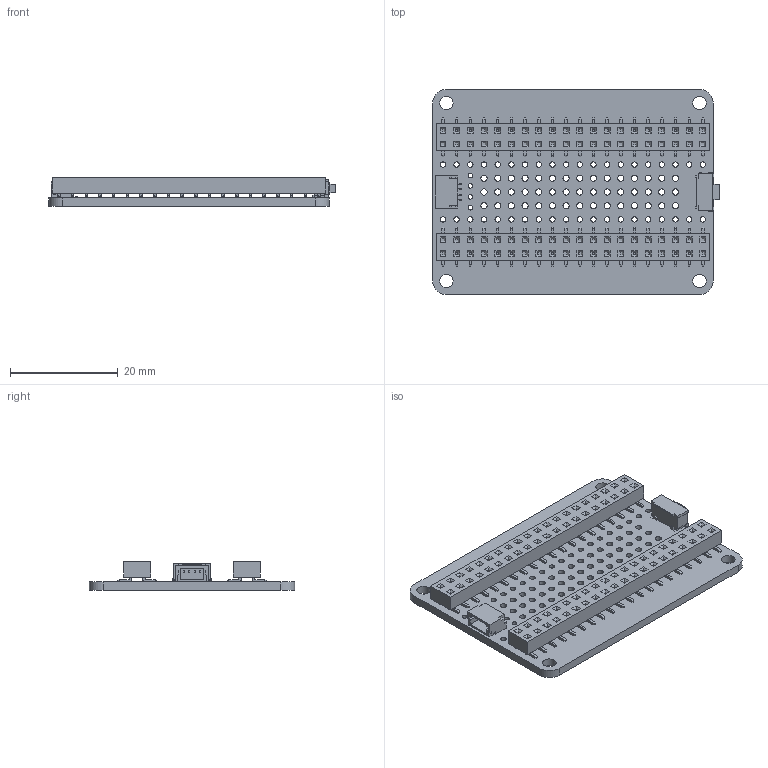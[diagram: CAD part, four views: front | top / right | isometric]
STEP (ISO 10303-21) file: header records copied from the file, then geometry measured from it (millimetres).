
FILE_DESCRIPTION(/* description */ (''),/* implementation_level */ '2;1');
FILE_NAME(/* name */ 'PCB Component.step',/* time_stamp */ '2024-03-20T13:45:29-04:00',/* author */ (''),/* organization */ (''),/* preprocessor_version */ 'ST-DEVELOPER v20',/* originating_system */ 'Autodesk Translation Framework v12.20.1.177',/* authorisation */ '');
FILE_SCHEMA (('AUTOMOTIVE_DESIGN { 1 0 10303 214 3 1 1 }'));
Length unit declared in the file: millimetre
Products named in the file (6): PCB Component; Board; STEMMA_I2C_QT; RA Tact; 2X20 SMT Female Header v1; 2X20 SMT Female Header v1(Mirror)
Assembly tree (5 placements, depth 2):
  PCB Component
    Board
    STEMMA_I2C_QT
    RA Tact
    2X20 SMT Female Header v1
    2X20 SMT Female Header v1(Mirror)
Bounding box: 53.21 x 38.1 x 5.34 mm (x, y, z)
Volume: 4442.6 mm3; surface area: 7656.9 mm2
Topology: 85 solids, 85 shells, 2038 faces, 4934 edges, 3074 vertices
Faces by surface type: plane 1772, cylinder 266
Full cylindrical faces by diameter (mm): 0.394 x1, 0.8 x2, 0.85 x4, 0.9 x80, 1 x42, 1.143 x45, 2 x4, 2.5 x4
Entity records: 59328 total; most frequent: CARTESIAN_POINT 10057, ORIENTED_EDGE 9868, DIRECTION 9564, EDGE_CURVE 4934, LINE 4402, VECTOR 4402, VERTEX_POINT 3074, AXIS2_PLACEMENT_3D 2581
